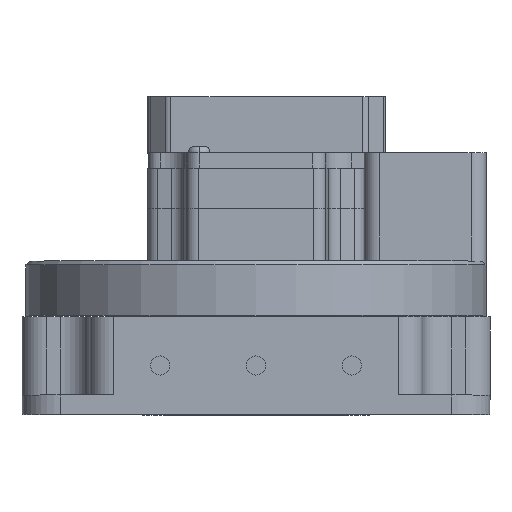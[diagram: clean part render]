
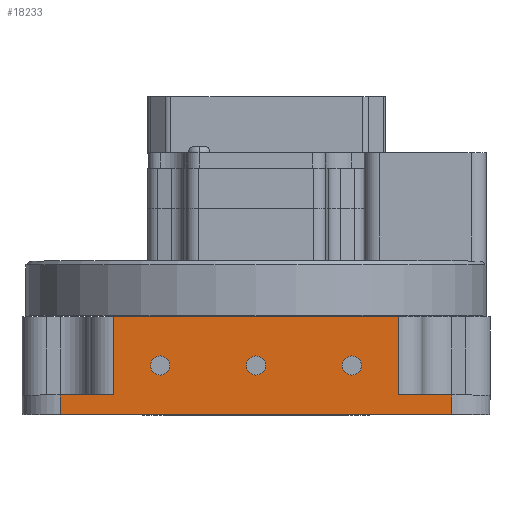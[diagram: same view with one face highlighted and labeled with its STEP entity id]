
A CAD part, top view. The second image highlights one B-rep face of the part: STEP entity #18233.
In plain terms, the highlighted planar face has unit normal (0, 0, 1).
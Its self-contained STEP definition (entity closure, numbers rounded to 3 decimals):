
#21 = AXIS2_PLACEMENT_3D ( 'NONE', #12361, #19423, #957 ) ;
#184 = ORIENTED_EDGE ( 'NONE', *, *, #12041, .F. ) ;
#214 = DIRECTION ( 'NONE',  ( 1., 0., 0. ) ) ;
#263 = CARTESIAN_POINT ( 'NONE',  ( -27.5, 12.7, 61. ) ) ;
#317 = CARTESIAN_POINT ( 'NONE',  ( 51., 25.38, 61. ) ) ;
#683 = EDGE_CURVE ( 'NONE', #1432, #16265, #4574, .T. ) ;
#957 = DIRECTION ( 'NONE',  ( 1., 0., 0. ) ) ;
#1088 = CARTESIAN_POINT ( 'NONE',  ( -25., 12.7, 61. ) ) ;
#1307 = DIRECTION ( 'NONE',  ( 0., 0., 1. ) ) ;
#1429 = DIRECTION ( 'NONE',  ( 0., 0., 1. ) ) ;
#1432 = VERTEX_POINT ( 'NONE', #18781 ) ;
#1723 = EDGE_CURVE ( 'NONE', #1432, #19881, #5027, .T. ) ;
#1755 = VERTEX_POINT ( 'NONE', #263 ) ;
#1794 = DIRECTION ( 'NONE',  ( 1., 0., 0. ) ) ;
#1934 = DIRECTION ( 'NONE',  ( 1., 0., 0. ) ) ;
#2032 = ORIENTED_EDGE ( 'NONE', *, *, #20308, .F. ) ;
#2052 = DIRECTION ( 'NONE',  ( 0., 0., 1. ) ) ;
#2106 = ORIENTED_EDGE ( 'NONE', *, *, #16253, .F. ) ;
#2161 = CARTESIAN_POINT ( 'NONE',  ( 25., 12.7, 61. ) ) ;
#2550 = CARTESIAN_POINT ( 'NONE',  ( 0., 12.7, 61. ) ) ;
#2831 = CARTESIAN_POINT ( 'NONE',  ( -51., 0., 61. ) ) ;
#3204 = ORIENTED_EDGE ( 'NONE', *, *, #13742, .T. ) ;
#3233 = ORIENTED_EDGE ( 'NONE', *, *, #19678, .F. ) ;
#3243 = CIRCLE ( 'NONE', #15595, 2.5 ) ;
#3292 = DIRECTION ( 'NONE',  ( 1., 0., 0. ) ) ;
#3597 = EDGE_CURVE ( 'NONE', #4422, #6912, #8211, .T. ) ;
#3780 = PLANE ( 'NONE',  #17889 ) ;
#4422 = VERTEX_POINT ( 'NONE', #14228 ) ;
#4574 = LINE ( 'NONE', #11323, #18391 ) ;
#5027 = LINE ( 'NONE', #11668, #9225 ) ;
#6445 = ORIENTED_EDGE ( 'NONE', *, *, #683, .T. ) ;
#6476 = VERTEX_POINT ( 'NONE', #7377 ) ;
#6912 = VERTEX_POINT ( 'NONE', #20850 ) ;
#7276 = CARTESIAN_POINT ( 'NONE',  ( -37.1, 5., 61. ) ) ;
#7344 = CIRCLE ( 'NONE', #20776, 2.5 ) ;
#7363 = AXIS2_PLACEMENT_3D ( 'NONE', #2161, #2052, #1794 ) ;
#7377 = CARTESIAN_POINT ( 'NONE',  ( 51., 0., 61. ) ) ;
#7401 = FACE_OUTER_BOUND ( 'NONE', #8550, .T. ) ;
#7843 = VECTOR ( 'NONE', #19369, 1000. ) ;
#8033 = DIRECTION ( 'NONE',  ( 1., 0., 0. ) ) ;
#8126 = LINE ( 'NONE', #13240, #10370 ) ;
#8211 = CIRCLE ( 'NONE', #15296, 2.5 ) ;
#8348 = DIRECTION ( 'NONE',  ( 1., 0., 0. ) ) ;
#8370 = DIRECTION ( 'NONE',  ( 0., -1., 0. ) ) ;
#8550 = EDGE_LOOP ( 'NONE', ( #21482, #14257, #6445, #14231, #3204, #9528, #2106, #8936 ) ) ;
#8936 = ORIENTED_EDGE ( 'NONE', *, *, #14169, .F. ) ;
#9032 = VERTEX_POINT ( 'NONE', #16314 ) ;
#9160 = EDGE_CURVE ( 'NONE', #12776, #6476, #17978, .T. ) ;
#9225 = VECTOR ( 'NONE', #11782, 1000. ) ;
#9365 = EDGE_CURVE ( 'NONE', #1755, #17150, #3243, .T. ) ;
#9528 = ORIENTED_EDGE ( 'NONE', *, *, #9160, .T. ) ;
#9819 = ORIENTED_EDGE ( 'NONE', *, *, #3597, .F. ) ;
#9847 = CIRCLE ( 'NONE', #7363, 2.5 ) ;
#10022 = CARTESIAN_POINT ( 'NONE',  ( -22.5, 12.7, 61. ) ) ;
#10244 = LINE ( 'NONE', #19986, #11613 ) ;
#10370 = VECTOR ( 'NONE', #8348, 1000. ) ;
#10466 = EDGE_CURVE ( 'NONE', #17150, #1755, #18426, .T. ) ;
#10496 = LINE ( 'NONE', #317, #16751 ) ;
#11323 = CARTESIAN_POINT ( 'NONE',  ( -37.1, 36.8, 61. ) ) ;
#11613 = VECTOR ( 'NONE', #3292, 1000. ) ;
#11668 = CARTESIAN_POINT ( 'NONE',  ( -51., 25.38, 61. ) ) ;
#11702 = EDGE_LOOP ( 'NONE', ( #9819, #184 ) ) ;
#11782 = DIRECTION ( 'NONE',  ( 1., 0., 0. ) ) ;
#12041 = EDGE_CURVE ( 'NONE', #6912, #4422, #16266, .T. ) ;
#12072 = FACE_BOUND ( 'NONE', #11702, .T. ) ;
#12169 = CARTESIAN_POINT ( 'NONE',  ( 37.1, 25.38, 61. ) ) ;
#12191 = FACE_BOUND ( 'NONE', #21461, .T. ) ;
#12361 = CARTESIAN_POINT ( 'NONE',  ( 0., 12.7, 61. ) ) ;
#12376 = DIRECTION ( 'NONE',  ( 0., -1., 0. ) ) ;
#12633 = LINE ( 'NONE', #14618, #7843 ) ;
#12736 = DIRECTION ( 'NONE',  ( 1., 0., 0. ) ) ;
#12776 = VERTEX_POINT ( 'NONE', #18179 ) ;
#12837 = VECTOR ( 'NONE', #21406, 1000. ) ;
#13240 = CARTESIAN_POINT ( 'NONE',  ( 37.1, 5., 61. ) ) ;
#13302 = EDGE_CURVE ( 'NONE', #19881, #17294, #12633, .T. ) ;
#13742 = EDGE_CURVE ( 'NONE', #9032, #12776, #21548, .T. ) ;
#13954 = CARTESIAN_POINT ( 'NONE',  ( -51., 25.38, 61. ) ) ;
#14169 = EDGE_CURVE ( 'NONE', #17294, #21151, #8126, .T. ) ;
#14228 = CARTESIAN_POINT ( 'NONE',  ( 2.5, 12.7, 61. ) ) ;
#14231 = ORIENTED_EDGE ( 'NONE', *, *, #20072, .F. ) ;
#14257 = ORIENTED_EDGE ( 'NONE', *, *, #1723, .F. ) ;
#14618 = CARTESIAN_POINT ( 'NONE',  ( 37.1, 36.8, 61. ) ) ;
#14698 = CARTESIAN_POINT ( 'NONE',  ( -51., 25.38, 61. ) ) ;
#15187 = CARTESIAN_POINT ( 'NONE',  ( 51., 5., 61. ) ) ;
#15296 = AXIS2_PLACEMENT_3D ( 'NONE', #2550, #17818, #12736 ) ;
#15595 = AXIS2_PLACEMENT_3D ( 'NONE', #17089, #20834, #1934 ) ;
#16086 = CARTESIAN_POINT ( 'NONE',  ( 37.1, 5., 61. ) ) ;
#16253 = EDGE_CURVE ( 'NONE', #21151, #6476, #10496, .T. ) ;
#16265 = VERTEX_POINT ( 'NONE', #7276 ) ;
#16266 = CIRCLE ( 'NONE', #21, 2.5 ) ;
#16314 = CARTESIAN_POINT ( 'NONE',  ( -51., 5., 61. ) ) ;
#16347 = VECTOR ( 'NONE', #8370, 1000. ) ;
#16751 = VECTOR ( 'NONE', #12376, 1000. ) ;
#16836 = EDGE_LOOP ( 'NONE', ( #16858, #19807 ) ) ;
#16858 = ORIENTED_EDGE ( 'NONE', *, *, #10466, .F. ) ;
#17089 = CARTESIAN_POINT ( 'NONE',  ( -25., 12.7, 61. ) ) ;
#17150 = VERTEX_POINT ( 'NONE', #10022 ) ;
#17256 = DIRECTION ( 'NONE',  ( 0., 0., -1. ) ) ;
#17294 = VERTEX_POINT ( 'NONE', #16086 ) ;
#17818 = DIRECTION ( 'NONE',  ( 0., 0., 1. ) ) ;
#17889 = AXIS2_PLACEMENT_3D ( 'NONE', #13954, #17256, #20693 ) ;
#17900 = VERTEX_POINT ( 'NONE', #21141 ) ;
#17978 = LINE ( 'NONE', #2831, #12837 ) ;
#18063 = DIRECTION ( 'NONE',  ( 0., -1., 0. ) ) ;
#18179 = CARTESIAN_POINT ( 'NONE',  ( -51., 0., 61. ) ) ;
#18233 = ADVANCED_FACE ( 'NONE', ( #12191, #12072, #18811, #7401 ), #3780, .F. ) ;
#18391 = VECTOR ( 'NONE', #18063, 1000. ) ;
#18426 = CIRCLE ( 'NONE', #21253, 2.5 ) ;
#18442 = VERTEX_POINT ( 'NONE', #20223 ) ;
#18781 = CARTESIAN_POINT ( 'NONE',  ( -37.1, 25.38, 61. ) ) ;
#18811 = FACE_BOUND ( 'NONE', #16836, .T. ) ;
#19369 = DIRECTION ( 'NONE',  ( 0., -1., 0. ) ) ;
#19423 = DIRECTION ( 'NONE',  ( 0., 0., 1. ) ) ;
#19678 = EDGE_CURVE ( 'NONE', #18442, #17900, #7344, .T. ) ;
#19807 = ORIENTED_EDGE ( 'NONE', *, *, #9365, .F. ) ;
#19881 = VERTEX_POINT ( 'NONE', #12169 ) ;
#19986 = CARTESIAN_POINT ( 'NONE',  ( -37.1, 5., 61. ) ) ;
#20072 = EDGE_CURVE ( 'NONE', #9032, #16265, #10244, .T. ) ;
#20121 = CARTESIAN_POINT ( 'NONE',  ( 25., 12.7, 61. ) ) ;
#20223 = CARTESIAN_POINT ( 'NONE',  ( 27.5, 12.7, 61. ) ) ;
#20308 = EDGE_CURVE ( 'NONE', #17900, #18442, #9847, .T. ) ;
#20693 = DIRECTION ( 'NONE',  ( -1., 0., 0. ) ) ;
#20776 = AXIS2_PLACEMENT_3D ( 'NONE', #20121, #1429, #214 ) ;
#20834 = DIRECTION ( 'NONE',  ( 0., 0., 1. ) ) ;
#20850 = CARTESIAN_POINT ( 'NONE',  ( -2.5, 12.7, 61. ) ) ;
#21141 = CARTESIAN_POINT ( 'NONE',  ( 22.5, 12.7, 61. ) ) ;
#21151 = VERTEX_POINT ( 'NONE', #15187 ) ;
#21253 = AXIS2_PLACEMENT_3D ( 'NONE', #1088, #1307, #8033 ) ;
#21406 = DIRECTION ( 'NONE',  ( 1., 0., 0. ) ) ;
#21461 = EDGE_LOOP ( 'NONE', ( #3233, #2032 ) ) ;
#21482 = ORIENTED_EDGE ( 'NONE', *, *, #13302, .F. ) ;
#21548 = LINE ( 'NONE', #14698, #16347 ) ;
